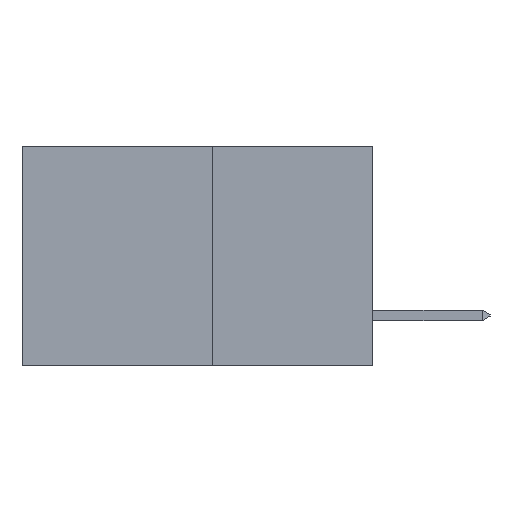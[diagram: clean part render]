
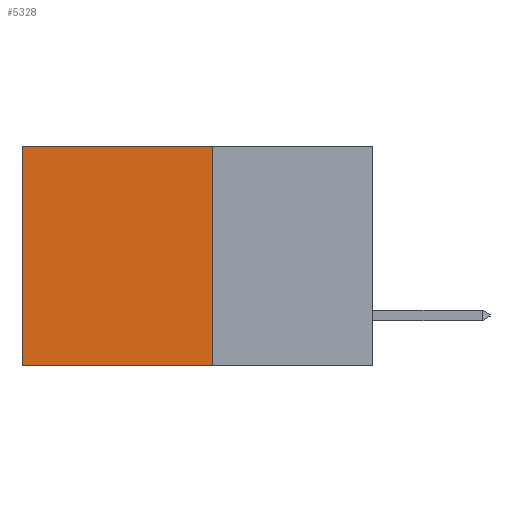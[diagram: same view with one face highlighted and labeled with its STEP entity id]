
A CAD part, left-side view. The second image highlights one B-rep face of the part: STEP entity #5328.
In plain terms, the highlighted planar face has unit normal (-1, 0, 0).
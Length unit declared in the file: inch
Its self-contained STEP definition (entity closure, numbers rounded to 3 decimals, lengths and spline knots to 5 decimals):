
#312 = ORIENTED_EDGE ( 'NONE', *, *, #7524, .F. ) ;
#577 = CARTESIAN_POINT ( 'NONE',  ( 0.277, 0.27, -0.37 ) ) ;
#703 = CARTESIAN_POINT ( 'NONE',  ( 0.277, 0.27, -0.37 ) ) ;
#752 = VECTOR ( 'NONE', #6194, 39.37008 ) ;
#847 = DIRECTION ( 'NONE',  ( 0., 0., -1. ) ) ;
#958 = EDGE_CURVE ( 'NONE', #1714, #1679, #8914, .T. ) ;
#1128 = DIRECTION ( 'NONE',  ( 0., 1., 0. ) ) ;
#1307 = DIRECTION ( 'NONE',  ( 1., 0., 0. ) ) ;
#1444 = ORIENTED_EDGE ( 'NONE', *, *, #8073, .T. ) ;
#1679 = VERTEX_POINT ( 'NONE', #10848 ) ;
#1714 = VERTEX_POINT ( 'NONE', #1830 ) ;
#1830 = CARTESIAN_POINT ( 'NONE',  ( 0.277, 0.27, 0. ) ) ;
#2020 = DIRECTION ( 'NONE',  ( 0., 0., -1. ) ) ;
#2070 = CARTESIAN_POINT ( 'NONE',  ( 0.277, 0.59, -0.37 ) ) ;
#2141 = CARTESIAN_POINT ( 'NONE',  ( 0.277, 0.27, -0.37 ) ) ;
#2722 = ORIENTED_EDGE ( 'NONE', *, *, #6952, .F. ) ;
#2839 = LINE ( 'NONE', #2070, #10007 ) ;
#2871 = PLANE ( 'NONE',  #4547 ) ;
#3332 = VECTOR ( 'NONE', #10937, 39.37008 ) ;
#4010 = FACE_OUTER_BOUND ( 'NONE', #8513, .T. ) ;
#4310 = VERTEX_POINT ( 'NONE', #703 ) ;
#4547 = AXIS2_PLACEMENT_3D ( 'NONE', #2141, #1307, #847 ) ;
#5328 = ADVANCED_FACE ( 'NONE', ( #4010 ), #2871, .F. ) ;
#6194 = DIRECTION ( 'NONE',  ( 0., 1., 0. ) ) ;
#6568 = VERTEX_POINT ( 'NONE', #7802 ) ;
#6952 = EDGE_CURVE ( 'NONE', #4310, #6568, #7660, .T. ) ;
#7524 = EDGE_CURVE ( 'NONE', #1714, #4310, #11374, .T. ) ;
#7660 = LINE ( 'NONE', #577, #10607 ) ;
#7802 = CARTESIAN_POINT ( 'NONE',  ( 0.277, 0.59, -0.37 ) ) ;
#8073 = EDGE_CURVE ( 'NONE', #1679, #6568, #2839, .T. ) ;
#8513 = EDGE_LOOP ( 'NONE', ( #1444, #2722, #312, #11913 ) ) ;
#8914 = LINE ( 'NONE', #12569, #752 ) ;
#10007 = VECTOR ( 'NONE', #2020, 39.37008 ) ;
#10607 = VECTOR ( 'NONE', #1128, 39.37008 ) ;
#10848 = CARTESIAN_POINT ( 'NONE',  ( 0.277, 0.59, 0. ) ) ;
#10937 = DIRECTION ( 'NONE',  ( 0., 0., -1. ) ) ;
#10993 = CARTESIAN_POINT ( 'NONE',  ( 0.277, 0.27, -0.37 ) ) ;
#11374 = LINE ( 'NONE', #10993, #3332 ) ;
#11913 = ORIENTED_EDGE ( 'NONE', *, *, #958, .T. ) ;
#12569 = CARTESIAN_POINT ( 'NONE',  ( 0.277, 0.27, 0. ) ) ;
